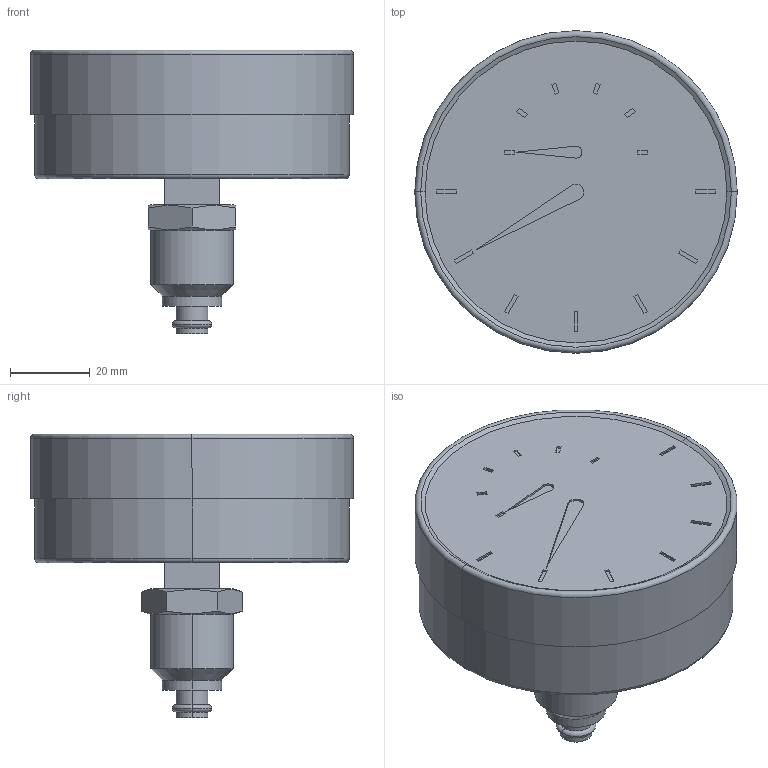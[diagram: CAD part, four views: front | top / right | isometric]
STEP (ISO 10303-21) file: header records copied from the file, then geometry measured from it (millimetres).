
FILE_DESCRIPTION (( 'STEP AP214' ), '1' );
FILE_NAME ('Termomanometr 80.STEP', '2013-02-19T11:41:56', ( 'Uzivatel' ), ( '' ), 'SwSTEP 2.0', 'SolidWorks 2012', '' );
FILE_SCHEMA (( 'AUTOMOTIVE_DESIGN' ));
Length unit declared in the file: millimetre
Products named in the file (1): Termomanometr 80
Bounding box: 81 x 81 x 71.27 mm (x, y, z)
Volume: 168607.8 mm3; surface area: 21424.9 mm2
Topology: 3 solids, 3 shells, 124 faces, 284 edges, 184 vertices
Faces by surface type: plane 90, cylinder 18, torus 8, cone 8
Entity records: 3650 total; most frequent: CARTESIAN_POINT 697, DIRECTION 574, ORIENTED_EDGE 568, EDGE_CURVE 284, VECTOR 212, LINE 212, VERTEX_POINT 184, AXIS2_PLACEMENT_3D 181
